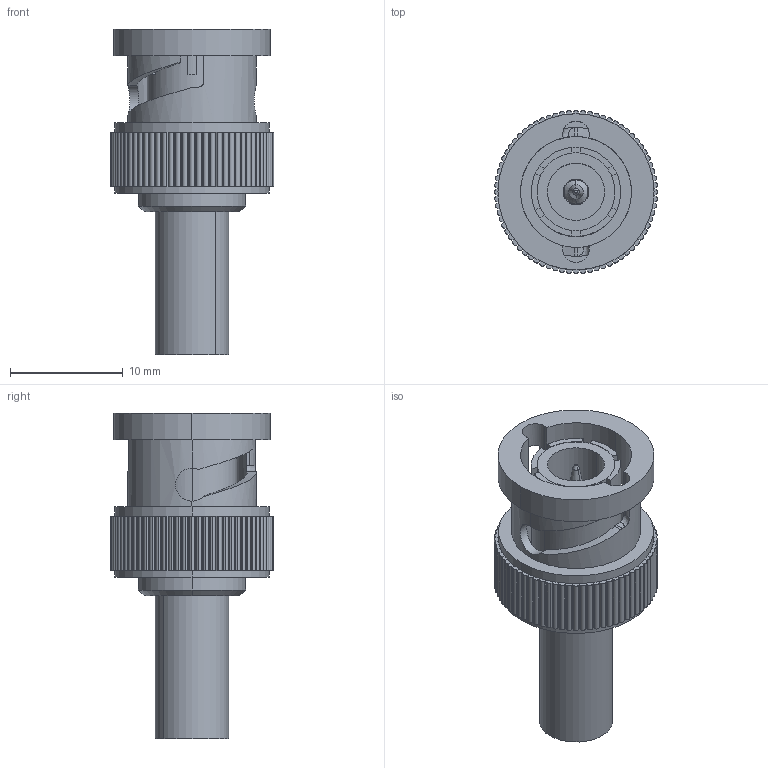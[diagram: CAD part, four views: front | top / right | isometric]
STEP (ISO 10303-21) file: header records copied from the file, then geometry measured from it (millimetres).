
FILE_DESCRIPTION (( 'STEP AP203' ), '1' );
FILE_NAME ('BAC836A-58.STEP', '2006-06-30T19:31:03', ( ' ' ), ( ' ' ), 'SwSTEP 2.0', 'SolidWorks 2005354', '' );
FILE_SCHEMA (( 'CONFIG_CONTROL_DESIGN' ));
Length unit declared in the file: inch
Products named in the file (4): BAC836A-58; BAC836A-58-MA3; BAC836A-58-MA2; BAC836A-58-MA1_with flange
Assembly tree (3 placements, depth 2):
  BAC836A-58
    BAC836A-58-MA1_with flange
    BAC836A-58-MA2
    BAC836A-58-MA3
Bounding box: 14.48 x 14.48 x 28.91 mm (x, y, z)
Volume: 1565 mm3; surface area: 2773.3 mm2
Topology: 3 solids, 3 shells, 375 faces, 1048 edges, 688 vertices
Faces by surface type: plane 193, cylinder 164, cone 10, bspline 8
Entity records: 13345 total; most frequent: CARTESIAN_POINT 3091, ORIENTED_EDGE 2096, DIRECTION 2067, EDGE_CURVE 1048, AXIS2_PLACEMENT_3D 702, VERTEX_POINT 688, VECTOR 663, LINE 663
